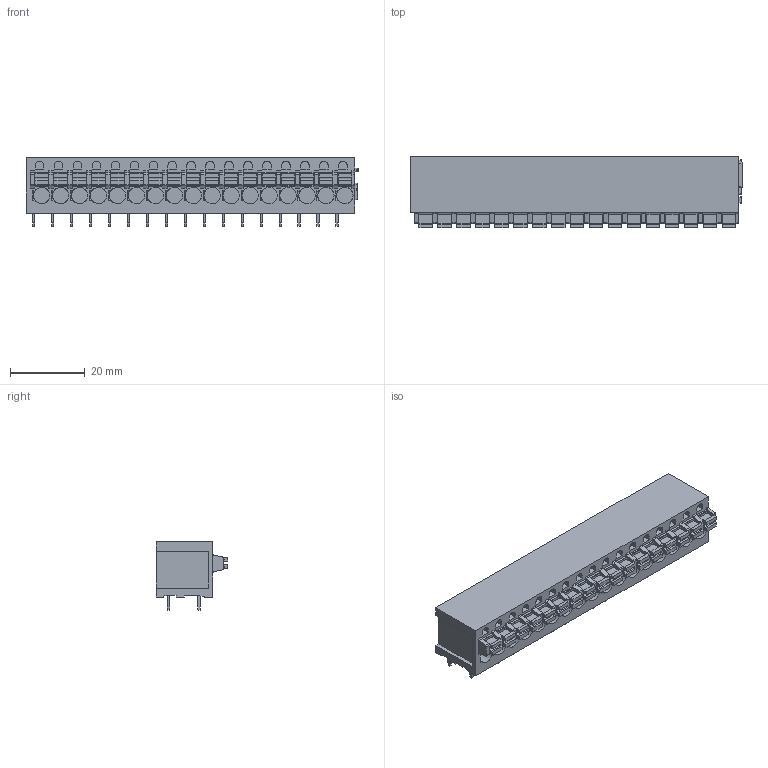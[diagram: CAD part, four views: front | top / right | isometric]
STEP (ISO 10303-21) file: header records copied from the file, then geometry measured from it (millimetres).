
FILE_DESCRIPTION(('CATIA V5 STEP Exchange','CAx-IF Rec.Pracs.--- Model Styling and Organization---1.2---2011-12-15'),'2;1');
FILE_NAME ('D1451112_0_1330880000_1330880000.stp','2018-09-07T10:57:02+00:00',('none'),('Weidmueller'),'CATIA Version 5-6 Release 2014','CATIA V5 STEP AP214','none');
FILE_SCHEMA(('AUTOMOTIVE_DESIGN { 1 0 10303 214 1 1 1 1 }'));
Length unit declared in the file: millimetre
Products named in the file (1): 1330880000
Bounding box: 89.01 x 19.2 x 18.3 mm (x, y, z)
Volume: 18425.9 mm3; surface area: 10755.7 mm2
Topology: 52 solids, 52 shells, 1150 faces, 3027 edges, 2018 vertices
Faces by surface type: plane 893, cylinder 257
Entity records: 31961 total; most frequent: ORIENTED_EDGE 6054, CARTESIAN_POINT 5819, DIRECTION 4148, EDGE_CURVE 3027, VECTOR 2462, LINE 2462, VERTEX_POINT 2018, EDGE_LOOP 1187
